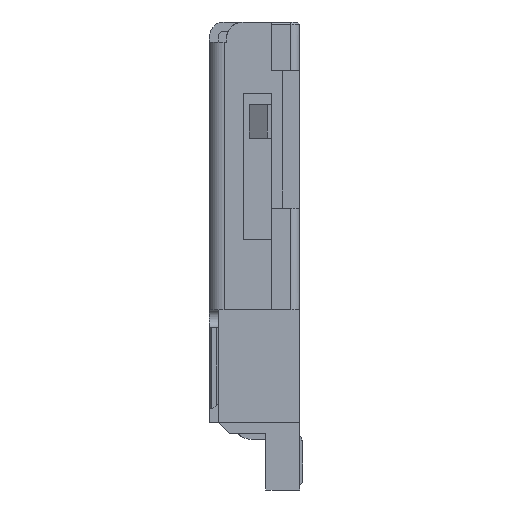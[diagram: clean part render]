
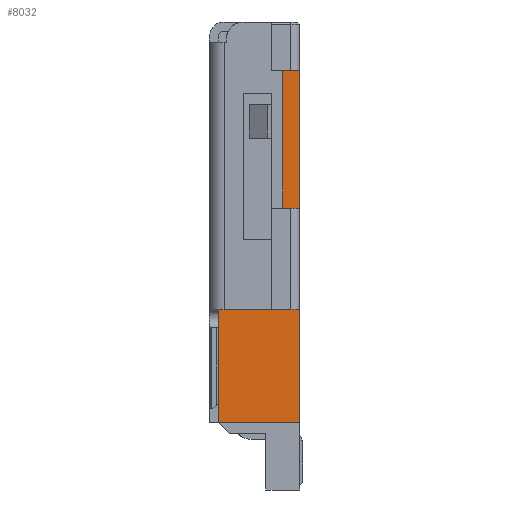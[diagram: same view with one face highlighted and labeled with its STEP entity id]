
A CAD part, left-side view. The second image highlights one B-rep face of the part: STEP entity #8032.
In plain terms, the highlighted planar face has unit normal (-1, 0, 0).
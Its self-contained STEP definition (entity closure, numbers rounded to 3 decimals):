
#117 = ORIENTED_EDGE ( 'NONE', *, *, #20079, .T. ) ;
#370 = CARTESIAN_POINT ( 'NONE',  ( -8.09, -0.72, 0. ) ) ;
#433 = VECTOR ( 'NONE', #9796, 1000. ) ;
#533 = LINE ( 'NONE', #15982, #11393 ) ;
#691 = CARTESIAN_POINT ( 'NONE',  ( -8.09, -0.72, 3.42 ) ) ;
#1362 = VECTOR ( 'NONE', #12016, 1000. ) ;
#1500 = DIRECTION ( 'NONE',  ( 0., 0., 1. ) ) ;
#1566 = FACE_OUTER_BOUND ( 'NONE', #5781, .T. ) ;
#2120 = VERTEX_POINT ( 'NONE', #18753 ) ;
#2368 = VECTOR ( 'NONE', #10022, 1000. ) ;
#2437 = DIRECTION ( 'NONE',  ( 0., -1., 0. ) ) ;
#2623 = DIRECTION ( 'NONE',  ( 0., 0., 1. ) ) ;
#2723 = DIRECTION ( 'NONE',  ( 0., 1., 0. ) ) ;
#2801 = EDGE_CURVE ( 'NONE', #12894, #14570, #16576, .T. ) ;
#2872 = EDGE_CURVE ( 'NONE', #9438, #12458, #10449, .T. ) ;
#2909 = CARTESIAN_POINT ( 'NONE',  ( -8.09, 0., 3.42 ) ) ;
#3064 = VECTOR ( 'NONE', #4900, 1000. ) ;
#3501 = EDGE_CURVE ( 'NONE', #17010, #12458, #17764, .T. ) ;
#3660 = CARTESIAN_POINT ( 'NONE',  ( -8.09, -0.639, 1.9 ) ) ;
#3760 = EDGE_CURVE ( 'NONE', #8122, #9438, #533, .T. ) ;
#3885 = ORIENTED_EDGE ( 'NONE', *, *, #7592, .T. ) ;
#4132 = LINE ( 'NONE', #16322, #2368 ) ;
#4249 = CARTESIAN_POINT ( 'NONE',  ( -8.09, -0.57, 1.9 ) ) ;
#4338 = CARTESIAN_POINT ( 'NONE',  ( -8.09, 0., 1. ) ) ;
#4580 = LINE ( 'NONE', #9799, #3064 ) ;
#4824 = CARTESIAN_POINT ( 'NONE',  ( -8.09, -0.639, 3.12 ) ) ;
#4893 = LINE ( 'NONE', #691, #1362 ) ;
#4900 = DIRECTION ( 'NONE',  ( 0., 1., 0. ) ) ;
#5413 = VERTEX_POINT ( 'NONE', #18673 ) ;
#5781 = EDGE_LOOP ( 'NONE', ( #11992, #6884, #117, #3885, #14017, #16979, #8338, #12713, #8916, #17807 ) ) ;
#6245 = DIRECTION ( 'NONE',  ( 0., 0., 1. ) ) ;
#6277 = DIRECTION ( 'NONE',  ( 0., 0., -1. ) ) ;
#6657 = VECTOR ( 'NONE', #14301, 1000. ) ;
#6884 = ORIENTED_EDGE ( 'NONE', *, *, #7168, .T. ) ;
#7168 = EDGE_CURVE ( 'NONE', #17010, #17080, #18811, .T. ) ;
#7592 = EDGE_CURVE ( 'NONE', #5413, #2120, #4580, .T. ) ;
#8032 = ADVANCED_FACE ( 'NONE', ( #1566 ), #19274, .T. ) ;
#8122 = VERTEX_POINT ( 'NONE', #3660 ) ;
#8338 = ORIENTED_EDGE ( 'NONE', *, *, #2801, .F. ) ;
#8916 = ORIENTED_EDGE ( 'NONE', *, *, #3760, .T. ) ;
#9051 = LINE ( 'NONE', #14607, #433 ) ;
#9438 = VERTEX_POINT ( 'NONE', #10500 ) ;
#9796 = DIRECTION ( 'NONE',  ( 0., 0., -1. ) ) ;
#9799 = CARTESIAN_POINT ( 'NONE',  ( -8.09, -0.72, 3.37 ) ) ;
#10022 = DIRECTION ( 'NONE',  ( 0., -1., 0. ) ) ;
#10449 = LINE ( 'NONE', #12604, #6657 ) ;
#10500 = CARTESIAN_POINT ( 'NONE',  ( -8.09, -0.639, 1. ) ) ;
#11053 = CARTESIAN_POINT ( 'NONE',  ( -8.09, 0., 0. ) ) ;
#11249 = CARTESIAN_POINT ( 'NONE',  ( -8.09, -0.57, 3.12 ) ) ;
#11393 = VECTOR ( 'NONE', #6277, 1000. ) ;
#11443 = VECTOR ( 'NONE', #6245, 1000. ) ;
#11773 = VECTOR ( 'NONE', #2623, 1000. ) ;
#11992 = ORIENTED_EDGE ( 'NONE', *, *, #3501, .F. ) ;
#12016 = DIRECTION ( 'NONE',  ( 0., 0., 1. ) ) ;
#12436 = EDGE_CURVE ( 'NONE', #13059, #14570, #17688, .T. ) ;
#12458 = VERTEX_POINT ( 'NONE', #4338 ) ;
#12604 = CARTESIAN_POINT ( 'NONE',  ( -8.09, 0., 1. ) ) ;
#12713 = ORIENTED_EDGE ( 'NONE', *, *, #15547, .T. ) ;
#12894 = VERTEX_POINT ( 'NONE', #4249 ) ;
#13059 = VERTEX_POINT ( 'NONE', #4824 ) ;
#14017 = ORIENTED_EDGE ( 'NONE', *, *, #14065, .T. ) ;
#14065 = EDGE_CURVE ( 'NONE', #2120, #13059, #9051, .T. ) ;
#14301 = DIRECTION ( 'NONE',  ( 0., 1., 0. ) ) ;
#14367 = DIRECTION ( 'NONE',  ( -1., 0., 0. ) ) ;
#14570 = VERTEX_POINT ( 'NONE', #11249 ) ;
#14607 = CARTESIAN_POINT ( 'NONE',  ( -8.09, -0.639, 0. ) ) ;
#15417 = VECTOR ( 'NONE', #2723, 1000. ) ;
#15547 = EDGE_CURVE ( 'NONE', #12894, #8122, #4132, .T. ) ;
#15730 = CARTESIAN_POINT ( 'NONE',  ( -8.09, -0.57, 1.9 ) ) ;
#15982 = CARTESIAN_POINT ( 'NONE',  ( -8.09, -0.639, 0. ) ) ;
#16223 = CARTESIAN_POINT ( 'NONE',  ( -8.09, -0.72, 0. ) ) ;
#16322 = CARTESIAN_POINT ( 'NONE',  ( -8.09, -0.05, 1.9 ) ) ;
#16576 = LINE ( 'NONE', #15730, #11443 ) ;
#16979 = ORIENTED_EDGE ( 'NONE', *, *, #12436, .T. ) ;
#17010 = VERTEX_POINT ( 'NONE', #11053 ) ;
#17080 = VERTEX_POINT ( 'NONE', #370 ) ;
#17246 = CARTESIAN_POINT ( 'NONE',  ( -8.09, -0.05, 3.12 ) ) ;
#17688 = LINE ( 'NONE', #17246, #15417 ) ;
#17764 = LINE ( 'NONE', #2909, #11773 ) ;
#17807 = ORIENTED_EDGE ( 'NONE', *, *, #2872, .T. ) ;
#18451 = CARTESIAN_POINT ( 'NONE',  ( -8.09, -0.72, 0. ) ) ;
#18673 = CARTESIAN_POINT ( 'NONE',  ( -8.09, -0.72, 3.37 ) ) ;
#18753 = CARTESIAN_POINT ( 'NONE',  ( -8.09, -0.639, 3.37 ) ) ;
#18811 = LINE ( 'NONE', #18451, #20870 ) ;
#19274 = PLANE ( 'NONE',  #19733 ) ;
#19733 = AXIS2_PLACEMENT_3D ( 'NONE', #16223, #14367, #1500 ) ;
#20079 = EDGE_CURVE ( 'NONE', #17080, #5413, #4893, .T. ) ;
#20870 = VECTOR ( 'NONE', #2437, 1000. ) ;
